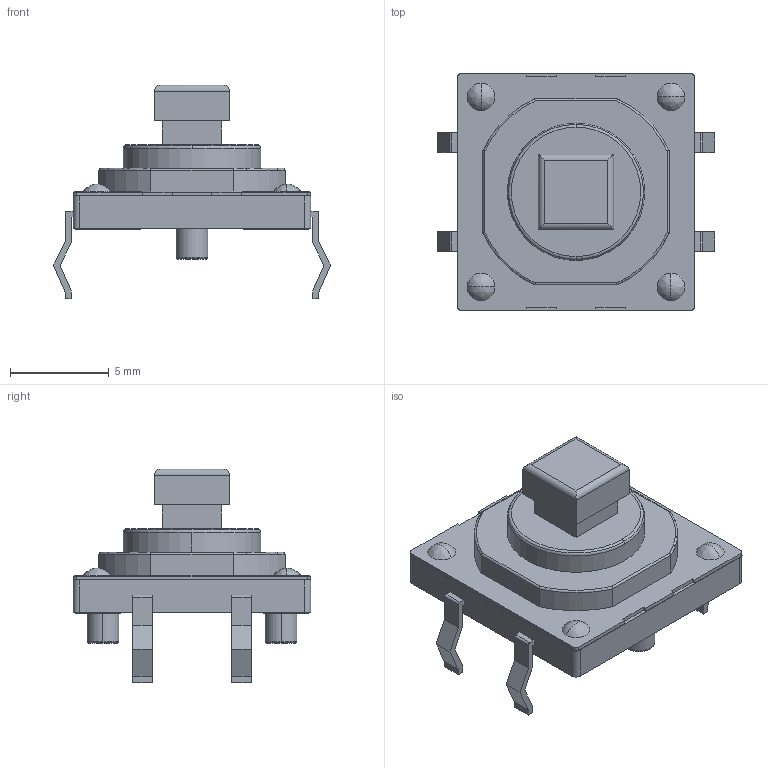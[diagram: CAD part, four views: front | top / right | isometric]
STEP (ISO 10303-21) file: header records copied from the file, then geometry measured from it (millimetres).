
FILE_DESCRIPTION((''),'2;1');
FILE_NAME('C-2425754-1','2022-11-09T03:04:46',('workeradm'),('TE Connectivity Ltd.'),'CREO PARAMETRIC BY PTC INC, 2021072','CREO PARAMETRIC BY PTC INC, 2021072','');
FILE_SCHEMA(('AUTOMOTIVE_DESIGN { 1 0 10303 214 1 1 1 1 }'));
Length unit declared in the file: millimetre
Products named in the file (1): C-2425754-1
Bounding box: 14 x 12 x 10.8 mm (x, y, z)
Volume: 453.8 mm3; surface area: 556.7 mm2
Topology: 1 solids, 1 shells, 194 faces, 527 edges, 345 vertices
Faces by surface type: plane 124, cylinder 46, torus 16, bspline 8
Entity records: 6381 total; most frequent: CARTESIAN_POINT 1449, ORIENTED_EDGE 1038, DIRECTION 988, EDGE_CURVE 519, VECTOR 350, LINE 350, VERTEX_POINT 345, AXIS2_PLACEMENT_3D 319
